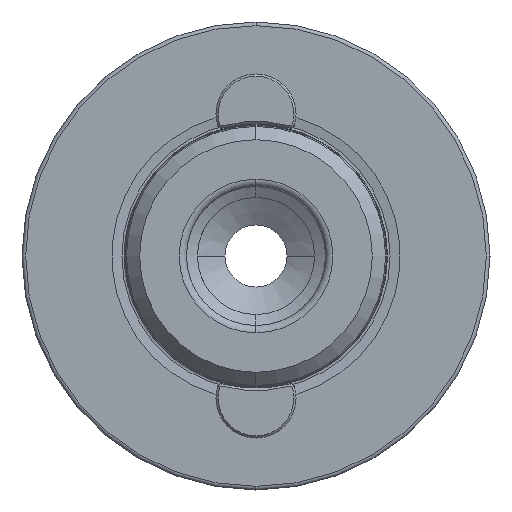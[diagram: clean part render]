
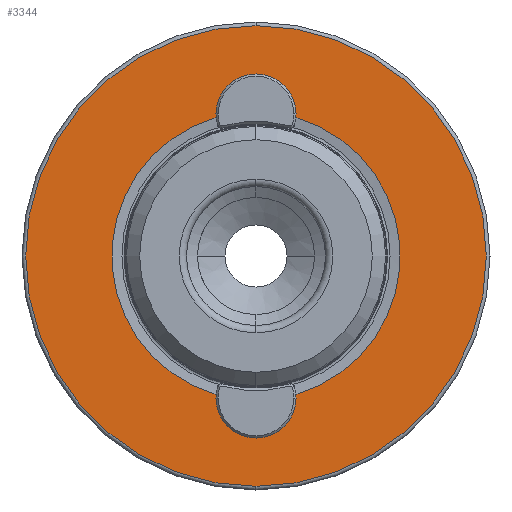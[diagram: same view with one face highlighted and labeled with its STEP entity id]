
A CAD part, left-side view. The second image highlights one B-rep face of the part: STEP entity #3344.
In plain terms, the highlighted planar face has unit normal (-1, 0, 0).
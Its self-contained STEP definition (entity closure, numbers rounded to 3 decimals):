
#145 = CIRCLE ( 'NONE', #552, 31.5 ) ;
#256 = CARTESIAN_POINT ( 'NONE',  ( 0., 0., 0. ) ) ;
#301 = VERTEX_POINT ( 'NONE', #3537 ) ;
#303 = EDGE_CURVE ( 'NONE', #2102, #1937, #4345, .T. ) ;
#434 = AXIS2_PLACEMENT_3D ( 'NONE', #3061, #3052, #3044 ) ;
#552 = AXIS2_PLACEMENT_3D ( 'NONE', #3817, #3847, #3880 ) ;
#586 = DIRECTION ( 'NONE',  ( 0., 0., 1. ) ) ;
#645 = DIRECTION ( 'NONE',  ( 0., 0., 1. ) ) ;
#662 = EDGE_CURVE ( 'NONE', #670, #745, #145, .T. ) ;
#670 = VERTEX_POINT ( 'NONE', #4593 ) ;
#745 = VERTEX_POINT ( 'NONE', #1876 ) ;
#746 = EDGE_CURVE ( 'NONE', #3080, #2037, #3904, .T. ) ;
#751 = CARTESIAN_POINT ( 'NONE',  ( 0., 2.305, -19.58 ) ) ;
#945 = DIRECTION ( 'NONE',  ( 0., 0., -1. ) ) ;
#964 = DIRECTION ( 'NONE',  ( 1., 0., 0. ) ) ;
#988 = CARTESIAN_POINT ( 'NONE',  ( 0., 0., 21.5 ) ) ;
#1110 = EDGE_CURVE ( 'NONE', #2102, #4095, #4853, .T. ) ;
#1445 = AXIS2_PLACEMENT_3D ( 'NONE', #4264, #4269, #4281 ) ;
#1628 = AXIS2_PLACEMENT_3D ( 'NONE', #4598, #4555, #4550 ) ;
#1723 = FACE_OUTER_BOUND ( 'NONE', #2005, .T. ) ;
#1801 = EDGE_LOOP ( 'NONE', ( #3518, #3636, #4032, #4219, #4811, #4636 ) ) ;
#1876 = CARTESIAN_POINT ( 'NONE',  ( 0., 0., -31.5 ) ) ;
#1937 = VERTEX_POINT ( 'NONE', #2336 ) ;
#1939 = DIRECTION ( 'NONE',  ( -1., 0., 0. ) ) ;
#1978 = DIRECTION ( 'NONE',  ( -1., 0., 0. ) ) ;
#2005 = EDGE_LOOP ( 'NONE', ( #2889, #2734 ) ) ;
#2037 = VERTEX_POINT ( 'NONE', #4784 ) ;
#2102 = VERTEX_POINT ( 'NONE', #4397 ) ;
#2336 = CARTESIAN_POINT ( 'NONE',  ( 0., 0., 24.5 ) ) ;
#2417 = AXIS2_PLACEMENT_3D ( 'NONE', #4367, #1939, #4768 ) ;
#2456 = AXIS2_PLACEMENT_3D ( 'NONE', #256, #3090, #645 ) ;
#2469 = CIRCLE ( 'NONE', #3060, 31.5 ) ;
#2734 = ORIENTED_EDGE ( 'NONE', *, *, #4485, .T. ) ;
#2788 = CIRCLE ( 'NONE', #2417, 3. ) ;
#2889 = ORIENTED_EDGE ( 'NONE', *, *, #662, .T. ) ;
#3017 = CARTESIAN_POINT ( 'NONE',  ( 0., 0., 0. ) ) ;
#3044 = DIRECTION ( 'NONE',  ( 0., 0., 1. ) ) ;
#3052 = DIRECTION ( 'NONE',  ( -1., 0., 0. ) ) ;
#3060 = AXIS2_PLACEMENT_3D ( 'NONE', #3017, #1978, #586 ) ;
#3061 = CARTESIAN_POINT ( 'NONE',  ( 0., 0., -21.5 ) ) ;
#3080 = VERTEX_POINT ( 'NONE', #4829 ) ;
#3090 = DIRECTION ( 'NONE',  ( -1., 0., 0. ) ) ;
#3295 = CIRCLE ( 'NONE', #434, 3. ) ;
#3344 = ADVANCED_FACE ( 'NONE', ( #4574, #1723 ), #4778, .F. ) ;
#3435 = AXIS2_PLACEMENT_3D ( 'NONE', #988, #964, #945 ) ;
#3518 = ORIENTED_EDGE ( 'NONE', *, *, #1110, .F. ) ;
#3537 = CARTESIAN_POINT ( 'NONE',  ( 0., 0., -24.5 ) ) ;
#3636 = ORIENTED_EDGE ( 'NONE', *, *, #303, .T. ) ;
#3675 = EDGE_CURVE ( 'NONE', #301, #3080, #3295, .T. ) ;
#3817 = CARTESIAN_POINT ( 'NONE',  ( 0., 0., 0. ) ) ;
#3847 = DIRECTION ( 'NONE',  ( -1., 0., 0. ) ) ;
#3865 = CARTESIAN_POINT ( 'NONE',  ( 0., 0., 21.5 ) ) ;
#3880 = DIRECTION ( 'NONE',  ( 0., 0., 1. ) ) ;
#3882 = DIRECTION ( 'NONE',  ( 1., 0., 0. ) ) ;
#3904 = CIRCLE ( 'NONE', #2456, 19.715 ) ;
#3906 = DIRECTION ( 'NONE',  ( 0., 0., -1. ) ) ;
#4032 = ORIENTED_EDGE ( 'NONE', *, *, #4041, .T. ) ;
#4041 = EDGE_CURVE ( 'NONE', #1937, #2037, #4571, .T. ) ;
#4095 = VERTEX_POINT ( 'NONE', #751 ) ;
#4219 = ORIENTED_EDGE ( 'NONE', *, *, #746, .F. ) ;
#4264 = CARTESIAN_POINT ( 'NONE',  ( 0., 0., 0. ) ) ;
#4269 = DIRECTION ( 'NONE',  ( -1., 0., 0. ) ) ;
#4281 = DIRECTION ( 'NONE',  ( 0., 0., 1. ) ) ;
#4345 = CIRCLE ( 'NONE', #4858, 3. ) ;
#4367 = CARTESIAN_POINT ( 'NONE',  ( 0., 0., -21.5 ) ) ;
#4397 = CARTESIAN_POINT ( 'NONE',  ( 0., 2.305, 19.58 ) ) ;
#4485 = EDGE_CURVE ( 'NONE', #745, #670, #2469, .T. ) ;
#4550 = DIRECTION ( 'NONE',  ( 0., 0., -1. ) ) ;
#4555 = DIRECTION ( 'NONE',  ( 1., 0., 0. ) ) ;
#4571 = CIRCLE ( 'NONE', #3435, 3. ) ;
#4574 = FACE_BOUND ( 'NONE', #1801, .T. ) ;
#4593 = CARTESIAN_POINT ( 'NONE',  ( 0., 0., 31.5 ) ) ;
#4598 = CARTESIAN_POINT ( 'NONE',  ( 0., 0., -19.715 ) ) ;
#4636 = ORIENTED_EDGE ( 'NONE', *, *, #5009, .F. ) ;
#4768 = DIRECTION ( 'NONE',  ( 0., 0., 1. ) ) ;
#4778 = PLANE ( 'NONE',  #1628 ) ;
#4784 = CARTESIAN_POINT ( 'NONE',  ( 0., -2.305, 19.58 ) ) ;
#4811 = ORIENTED_EDGE ( 'NONE', *, *, #3675, .F. ) ;
#4829 = CARTESIAN_POINT ( 'NONE',  ( 0., -2.305, -19.58 ) ) ;
#4853 = CIRCLE ( 'NONE', #1445, 19.715 ) ;
#4858 = AXIS2_PLACEMENT_3D ( 'NONE', #3865, #3882, #3906 ) ;
#5009 = EDGE_CURVE ( 'NONE', #4095, #301, #2788, .T. ) ;
